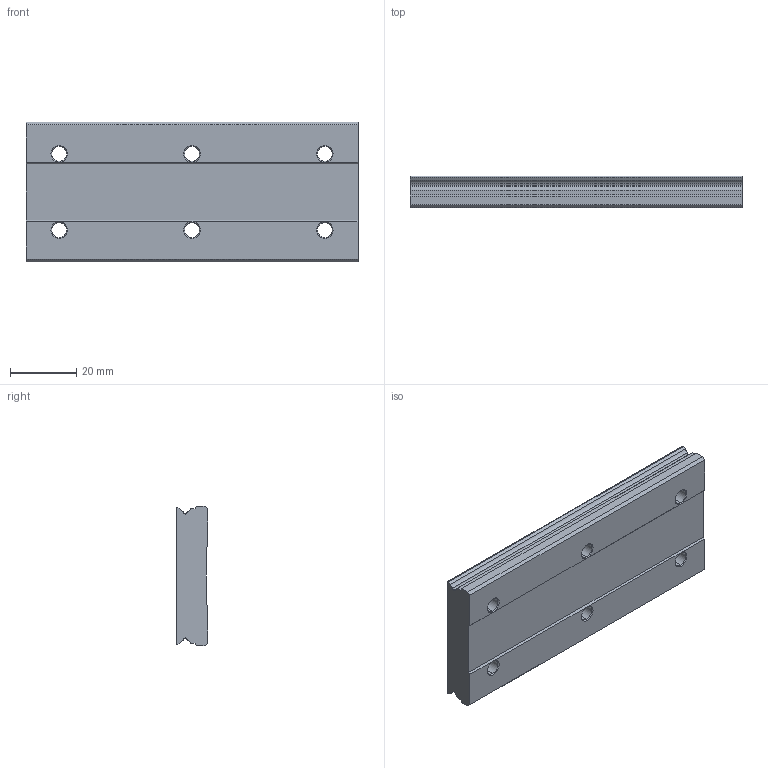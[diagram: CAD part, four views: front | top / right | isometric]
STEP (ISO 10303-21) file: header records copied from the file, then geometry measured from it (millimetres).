
FILE_DESCRIPTION (( 'STEP AP203' ), '1' );
FILE_NAME ('15WN-rail.STEP', '2009-08-12T03:11:35', ( 'cpc' ), ( '' ), 'SwSTEP 2.0', 'SolidWorks 2007', '' );
FILE_SCHEMA (( 'CONFIG_CONTROL_DESIGN' ));
Length unit declared in the file: millimetre
Products named in the file (1): 15WN-rail
Bounding box: 100 x 9.5 x 42 mm (x, y, z)
Volume: 35704.6 mm3; surface area: 12203.6 mm2
Topology: 1 solids, 1 shells, 82 faces, 204 edges, 124 vertices
Faces by surface type: cylinder 34, cone 24, plane 24
Entity records: 2533 total; most frequent: DIRECTION 462, CARTESIAN_POINT 411, ORIENTED_EDGE 408, EDGE_CURVE 204, AXIS2_PLACEMENT_3D 175, VERTEX_POINT 124, VECTOR 112, LINE 112
